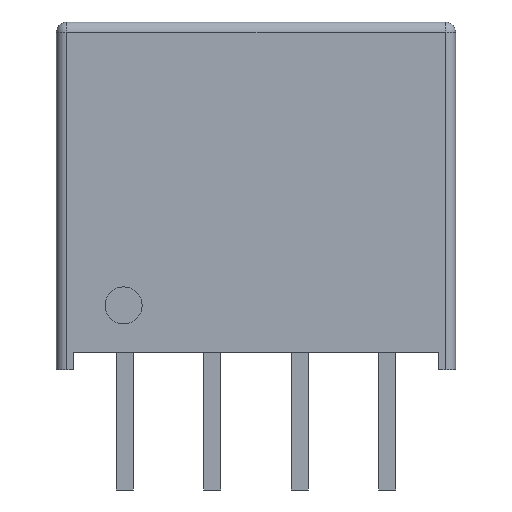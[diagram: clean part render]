
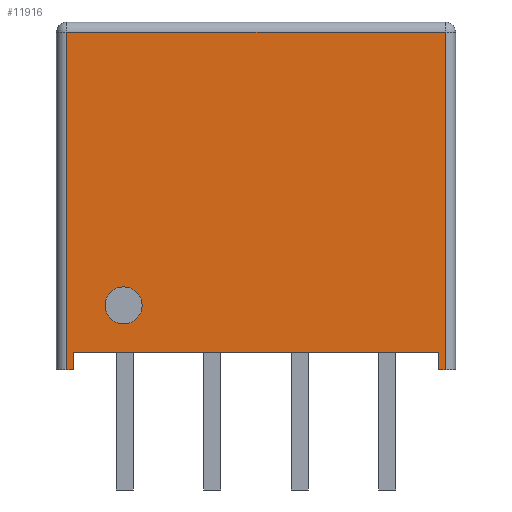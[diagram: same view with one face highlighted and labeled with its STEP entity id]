
A CAD part, front view. The second image highlights one B-rep face of the part: STEP entity #11916.
In plain terms, the highlighted planar face has unit normal (0, -1, 0).
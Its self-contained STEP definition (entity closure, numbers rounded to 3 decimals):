
#181 = LINE ( 'NONE', #10728, #14240 ) ;
#434 = DIRECTION ( 'NONE',  ( 0., 1., 0. ) ) ;
#529 = DIRECTION ( 'NONE',  ( 1., 0., 0. ) ) ;
#676 = ORIENTED_EDGE ( 'NONE', *, *, #2155, .F. ) ;
#845 = LINE ( 'NONE', #5576, #7524 ) ;
#992 = CARTESIAN_POINT ( 'NONE',  ( -5.3, -0.9, 0.5 ) ) ;
#1146 = AXIS2_PLACEMENT_3D ( 'NONE', #14972, #434, #13797 ) ;
#1453 = LINE ( 'NONE', #2387, #3089 ) ;
#1554 = CARTESIAN_POINT ( 'NONE',  ( -5.3, -0.9, 0. ) ) ;
#1569 = VERTEX_POINT ( 'NONE', #1554 ) ;
#1577 = DIRECTION ( 'NONE',  ( 0., 0., -1. ) ) ;
#1626 = CARTESIAN_POINT ( 'NONE',  ( -3.848, -0.9, 1.866 ) ) ;
#2155 = EDGE_CURVE ( 'NONE', #5919, #3961, #6889, .T. ) ;
#2387 = CARTESIAN_POINT ( 'NONE',  ( -5.8, -0.9, 9.8 ) ) ;
#2769 = ORIENTED_EDGE ( 'NONE', *, *, #3939, .T. ) ;
#2864 = EDGE_CURVE ( 'NONE', #4005, #13950, #8430, .T. ) ;
#3089 = VECTOR ( 'NONE', #7260, 1000. ) ;
#3297 = EDGE_LOOP ( 'NONE', ( #11782, #676 ) ) ;
#3336 = ORIENTED_EDGE ( 'NONE', *, *, #3383, .T. ) ;
#3383 = EDGE_CURVE ( 'NONE', #14124, #10569, #8090, .T. ) ;
#3607 = VECTOR ( 'NONE', #15126, 1000. ) ;
#3705 = VERTEX_POINT ( 'NONE', #9973 ) ;
#3939 = EDGE_CURVE ( 'NONE', #4005, #3705, #181, .T. ) ;
#3961 = VERTEX_POINT ( 'NONE', #4771 ) ;
#4005 = VERTEX_POINT ( 'NONE', #5776 ) ;
#4148 = DIRECTION ( 'NONE',  ( 0., 0., -1. ) ) ;
#4306 = LINE ( 'NONE', #6705, #3607 ) ;
#4461 = CARTESIAN_POINT ( 'NONE',  ( -5.3, -0.9, 0.5 ) ) ;
#4484 = DIRECTION ( 'NONE',  ( 0., 0., -1. ) ) ;
#4616 = EDGE_CURVE ( 'NONE', #8265, #1569, #845, .T. ) ;
#4720 = VERTEX_POINT ( 'NONE', #14795 ) ;
#4771 = CARTESIAN_POINT ( 'NONE',  ( -3.848, -0.9, 1.327 ) ) ;
#5028 = DIRECTION ( 'NONE',  ( 0., -1., 0. ) ) ;
#5213 = DIRECTION ( 'NONE',  ( 0., -1., 0. ) ) ;
#5507 = EDGE_CURVE ( 'NONE', #13950, #1569, #11390, .T. ) ;
#5576 = CARTESIAN_POINT ( 'NONE',  ( -5.8, -0.9, 0. ) ) ;
#5696 = CARTESIAN_POINT ( 'NONE',  ( -5.5, -0.9, 0. ) ) ;
#5776 = CARTESIAN_POINT ( 'NONE',  ( 5.3, -0.9, 0.5 ) ) ;
#5851 = ORIENTED_EDGE ( 'NONE', *, *, #2864, .F. ) ;
#5919 = VERTEX_POINT ( 'NONE', #12126 ) ;
#6279 = CARTESIAN_POINT ( 'NONE',  ( -3.848, -0.9, 1.866 ) ) ;
#6429 = EDGE_CURVE ( 'NONE', #3961, #5919, #14379, .T. ) ;
#6550 = PLANE ( 'NONE',  #1146 ) ;
#6705 = CARTESIAN_POINT ( 'NONE',  ( -5.8, -0.9, 0. ) ) ;
#6889 = CIRCLE ( 'NONE', #7146, 0.539 ) ;
#7146 = AXIS2_PLACEMENT_3D ( 'NONE', #6279, #5213, #1577 ) ;
#7260 = DIRECTION ( 'NONE',  ( -1., 0., 0. ) ) ;
#7524 = VECTOR ( 'NONE', #529, 1000. ) ;
#7835 = CARTESIAN_POINT ( 'NONE',  ( 5.5, -0.9, 9.8 ) ) ;
#8090 = LINE ( 'NONE', #12834, #10879 ) ;
#8182 = EDGE_CURVE ( 'NONE', #4720, #8265, #12525, .T. ) ;
#8244 = ORIENTED_EDGE ( 'NONE', *, *, #5507, .F. ) ;
#8265 = VERTEX_POINT ( 'NONE', #5696 ) ;
#8287 = ORIENTED_EDGE ( 'NONE', *, *, #10860, .T. ) ;
#8430 = LINE ( 'NONE', #13177, #15116 ) ;
#8503 = DIRECTION ( 'NONE',  ( -1., 0., 0. ) ) ;
#8777 = CARTESIAN_POINT ( 'NONE',  ( 5.5, -0.9, 0. ) ) ;
#8839 = EDGE_LOOP ( 'NONE', ( #5851, #2769, #14200, #3336, #8287, #12443, #13907, #8244 ) ) ;
#8869 = VECTOR ( 'NONE', #4148, 1000. ) ;
#9147 = EDGE_CURVE ( 'NONE', #3705, #14124, #4306, .T. ) ;
#9973 = CARTESIAN_POINT ( 'NONE',  ( 5.3, -0.9, 0. ) ) ;
#10569 = VERTEX_POINT ( 'NONE', #7835 ) ;
#10728 = CARTESIAN_POINT ( 'NONE',  ( 5.3, -0.9, 0.5 ) ) ;
#10860 = EDGE_CURVE ( 'NONE', #10569, #4720, #1453, .T. ) ;
#10879 = VECTOR ( 'NONE', #15343, 1000. ) ;
#11213 = FACE_OUTER_BOUND ( 'NONE', #8839, .T. ) ;
#11221 = VECTOR ( 'NONE', #4484, 1000. ) ;
#11390 = LINE ( 'NONE', #992, #11221 ) ;
#11782 = ORIENTED_EDGE ( 'NONE', *, *, #6429, .F. ) ;
#11916 = ADVANCED_FACE ( 'NONE', ( #12315, #11213 ), #6550, .F. ) ;
#12126 = CARTESIAN_POINT ( 'NONE',  ( -3.848, -0.9, 2.404 ) ) ;
#12179 = DIRECTION ( 'NONE',  ( 0., 0., -1. ) ) ;
#12315 = FACE_BOUND ( 'NONE', #3297, .T. ) ;
#12443 = ORIENTED_EDGE ( 'NONE', *, *, #8182, .T. ) ;
#12525 = LINE ( 'NONE', #12608, #8869 ) ;
#12608 = CARTESIAN_POINT ( 'NONE',  ( -5.5, -0.9, 10.1 ) ) ;
#12834 = CARTESIAN_POINT ( 'NONE',  ( 5.5, -0.9, 10.1 ) ) ;
#13006 = DIRECTION ( 'NONE',  ( 0., 0., -1. ) ) ;
#13177 = CARTESIAN_POINT ( 'NONE',  ( -5.3, -0.9, 0.5 ) ) ;
#13797 = DIRECTION ( 'NONE',  ( 0., 0., 1. ) ) ;
#13907 = ORIENTED_EDGE ( 'NONE', *, *, #4616, .T. ) ;
#13950 = VERTEX_POINT ( 'NONE', #4461 ) ;
#14124 = VERTEX_POINT ( 'NONE', #8777 ) ;
#14200 = ORIENTED_EDGE ( 'NONE', *, *, #9147, .T. ) ;
#14240 = VECTOR ( 'NONE', #13006, 1000. ) ;
#14379 = CIRCLE ( 'NONE', #14880, 0.539 ) ;
#14795 = CARTESIAN_POINT ( 'NONE',  ( -5.5, -0.9, 9.8 ) ) ;
#14880 = AXIS2_PLACEMENT_3D ( 'NONE', #1626, #5028, #12179 ) ;
#14972 = CARTESIAN_POINT ( 'NONE',  ( -5.8, -0.9, 10.1 ) ) ;
#15116 = VECTOR ( 'NONE', #8503, 1000. ) ;
#15126 = DIRECTION ( 'NONE',  ( 1., 0., 0. ) ) ;
#15343 = DIRECTION ( 'NONE',  ( 0., 0., 1. ) ) ;
